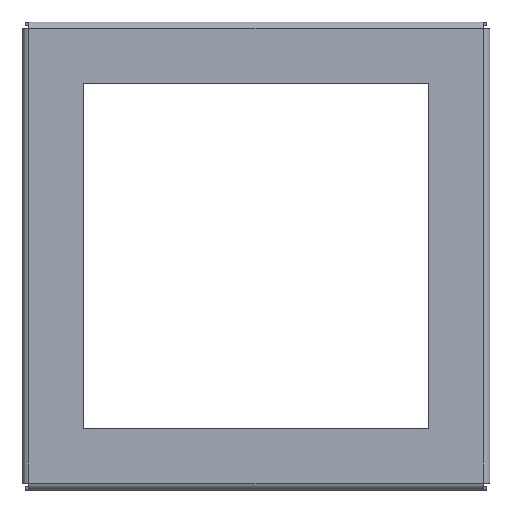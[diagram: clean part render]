
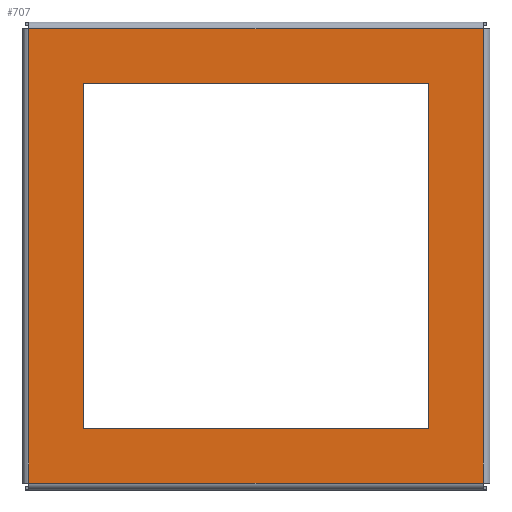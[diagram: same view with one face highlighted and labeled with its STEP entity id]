
A CAD part, top view. The second image highlights one B-rep face of the part: STEP entity #707.
In plain terms, the highlighted planar face has unit normal (0, 0, 1).
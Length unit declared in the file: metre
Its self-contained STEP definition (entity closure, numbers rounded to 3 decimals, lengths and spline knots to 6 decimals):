
#68=ORIENTED_EDGE('',*,*,#260,.F.);
#69=ORIENTED_EDGE('',*,*,#261,.T.);
#70=ORIENTED_EDGE('',*,*,#262,.F.);
#71=ORIENTED_EDGE('',*,*,#263,.F.);
#72=ORIENTED_EDGE('',*,*,#251,.F.);
#73=ORIENTED_EDGE('',*,*,#248,.T.);
#74=ORIENTED_EDGE('',*,*,#245,.T.);
#75=ORIENTED_EDGE('',*,*,#254,.F.);
#245=EDGE_CURVE('',#346,#344,#401,.T.);
#248=EDGE_CURVE('',#348,#346,#404,.T.);
#251=EDGE_CURVE('',#348,#350,#407,.T.);
#254=EDGE_CURVE('',#350,#344,#410,.T.);
#260=EDGE_CURVE('',#356,#357,#416,.F.);
#261=EDGE_CURVE('',#356,#358,#417,.T.);
#262=EDGE_CURVE('',#359,#358,#418,.F.);
#263=EDGE_CURVE('',#357,#359,#419,.T.);
#344=VERTEX_POINT('',#1036);
#346=VERTEX_POINT('',#1039);
#348=VERTEX_POINT('',#1045);
#350=VERTEX_POINT('',#1051);
#356=VERTEX_POINT('',#1069);
#357=VERTEX_POINT('',#1070);
#358=VERTEX_POINT('',#1072);
#359=VERTEX_POINT('',#1074);
#401=LINE('',#1038,#485);
#404=LINE('',#1044,#488);
#407=LINE('',#1050,#491);
#410=LINE('',#1056,#494);
#416=LINE('',#1068,#500);
#417=LINE('',#1071,#501);
#418=LINE('',#1073,#502);
#419=LINE('',#1075,#503);
#485=VECTOR('',#828,1.);
#488=VECTOR('',#833,1.);
#491=VECTOR('',#838,1.);
#494=VECTOR('',#843,1.);
#500=VECTOR('',#853,1.);
#501=VECTOR('',#854,1.);
#502=VECTOR('',#855,1.);
#503=VECTOR('',#856,1.);
#574=EDGE_LOOP('',(#68,#69,#70,#71));
#575=EDGE_LOOP('',(#72,#73,#74,#75));
#622=FACE_BOUND('',#574,.T.);
#623=FACE_BOUND('',#575,.T.);
#669=PLANE('',#766);
#707=ADVANCED_FACE('',(#622,#623),#669,.T.);
#766=AXIS2_PLACEMENT_3D('',#1067,#851,#852);
#828=DIRECTION('',(-1.,0.,0.));
#833=DIRECTION('',(0.,-1.,0.));
#838=DIRECTION('',(-1.,0.,0.));
#843=DIRECTION('',(0.,-1.,0.));
#851=DIRECTION('',(0.,0.,1.));
#852=DIRECTION('',(1.,0.,0.));
#853=DIRECTION('',(0.,1.,0.));
#854=DIRECTION('',(-1.,0.,0.));
#855=DIRECTION('',(0.,-1.,0.));
#856=DIRECTION('',(-1.,0.,0.));
#1036=CARTESIAN_POINT('',(-0.075,-0.075,0.0015));
#1038=CARTESIAN_POINT('',(0.,-0.075,0.0015));
#1039=CARTESIAN_POINT('',(0.075,-0.075,0.0015));
#1044=CARTESIAN_POINT('',(0.075,0.,0.0015));
#1045=CARTESIAN_POINT('',(0.075,0.075,0.0015));
#1050=CARTESIAN_POINT('',(0.,0.075,0.0015));
#1051=CARTESIAN_POINT('',(-0.075,0.075,0.0015));
#1056=CARTESIAN_POINT('',(-0.075,0.,0.0015));
#1067=CARTESIAN_POINT('',(0.,0.,0.0015));
#1068=CARTESIAN_POINT('',(0.0985,0.,0.0015));
#1069=CARTESIAN_POINT('',(0.0985,0.0985,0.0015));
#1070=CARTESIAN_POINT('',(0.0985,-0.0985,0.0015));
#1071=CARTESIAN_POINT('',(0.,0.0985,0.0015));
#1072=CARTESIAN_POINT('',(-0.0985,0.0985,0.0015));
#1073=CARTESIAN_POINT('',(-0.0985,0.,0.0015));
#1074=CARTESIAN_POINT('',(-0.0985,-0.0985,0.0015));
#1075=CARTESIAN_POINT('',(0.,-0.0985,0.0015));
